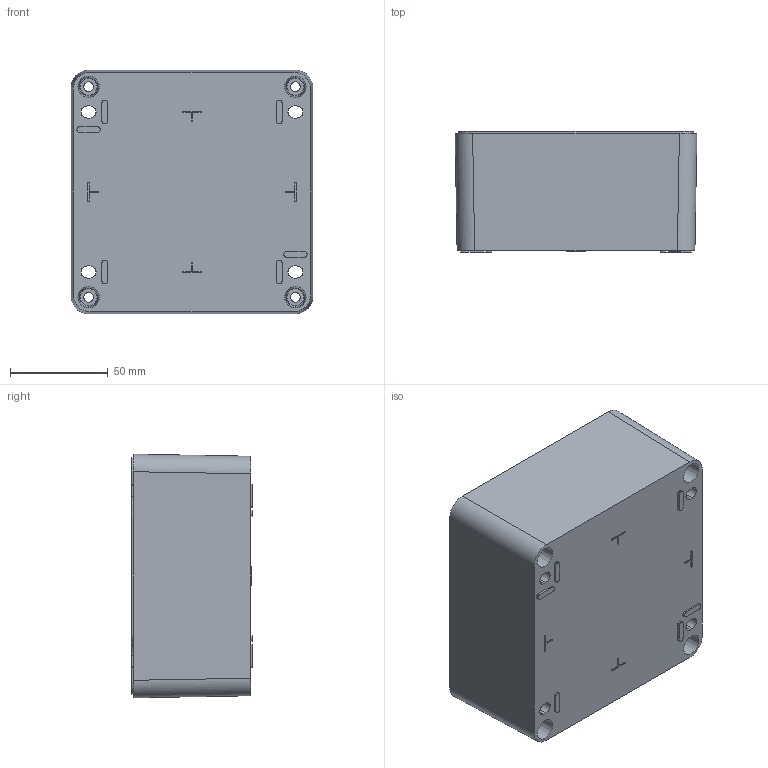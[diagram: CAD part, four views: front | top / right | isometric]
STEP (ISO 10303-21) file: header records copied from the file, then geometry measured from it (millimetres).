
FILE_DESCRIPTION((''),'2;1');
FILE_NAME('121206-28700A2','2009-10-27T',('fxhongdongluo'),(''),'PRO/ENGINEER BY PARAMETRIC TECHNOLOGY CORPORATION, 2007160','PRO/ENGINEER BY PARAMETRIC TECHNOLOGY CORPORATION, 2007160','');
FILE_SCHEMA(('CONFIG_CONTROL_DESIGN'));
Length unit declared in the file: millimetre
Products named in the file (1): 121206-28700A2
Bounding box: 123.98 x 62 x 124.88 mm (x, y, z)
Volume: 177994.7 mm3; surface area: 108285 mm2
Topology: 1 solids, 1 shells, 478 faces, 1168 edges, 756 vertices
Faces by surface type: plane 210, cylinder 180, cone 60, torus 20, bspline 8
Entity records: 14925 total; most frequent: CARTESIAN_POINT 3497, DIRECTION 2376, ORIENTED_EDGE 2336, EDGE_CURVE 1168, AXIS2_PLACEMENT_3D 862, VERTEX_POINT 756, VECTOR 652, LINE 652
